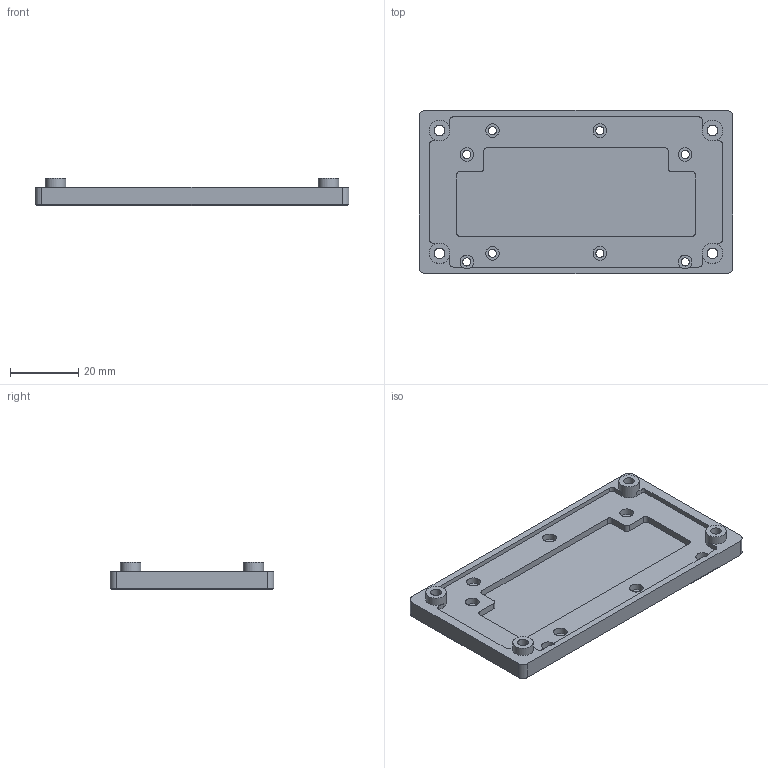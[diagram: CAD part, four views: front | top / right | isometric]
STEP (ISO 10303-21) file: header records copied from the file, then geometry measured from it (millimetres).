
FILE_DESCRIPTION(/* description */ (''),/* implementation_level */ '2;1');
FILE_NAME(/* name */ 'IO Expander DIN Mount v3.step',/* time_stamp */ '2024-02-10T14:46:47-05:00',/* author */ (''),/* organization */ (''),/* preprocessor_version */ 'ST-DEVELOPER v20',/* originating_system */ 'Autodesk Translation Framework v12.20.1.177',/* authorisation */ '');
FILE_SCHEMA (('AUTOMOTIVE_DESIGN { 1 0 10303 214 3 1 1 }'));
Length unit declared in the file: millimetre
Products named in the file (2): IO Expander DIN Mount; Mount
Assembly tree (1 placements, depth 2):
  IO Expander DIN Mount
    Mount
Bounding box: 92 x 48 x 8 mm (x, y, z)
Volume: 15024 mm3; surface area: 11695.8 mm2
Topology: 1 solids, 1 shells, 118 faces, 306 edges, 194 vertices
Faces by surface type: plane 58, cylinder 44, cone 16
Full cylindrical faces by diameter (mm): 2.4 x8, 3.1 x4, 4 x8, 6 x4
Entity records: 3705 total; most frequent: DIRECTION 662, CARTESIAN_POINT 653, ORIENTED_EDGE 612, EDGE_CURVE 306, AXIS2_PLACEMENT_3D 251, VERTEX_POINT 194, LINE 160, VECTOR 160
